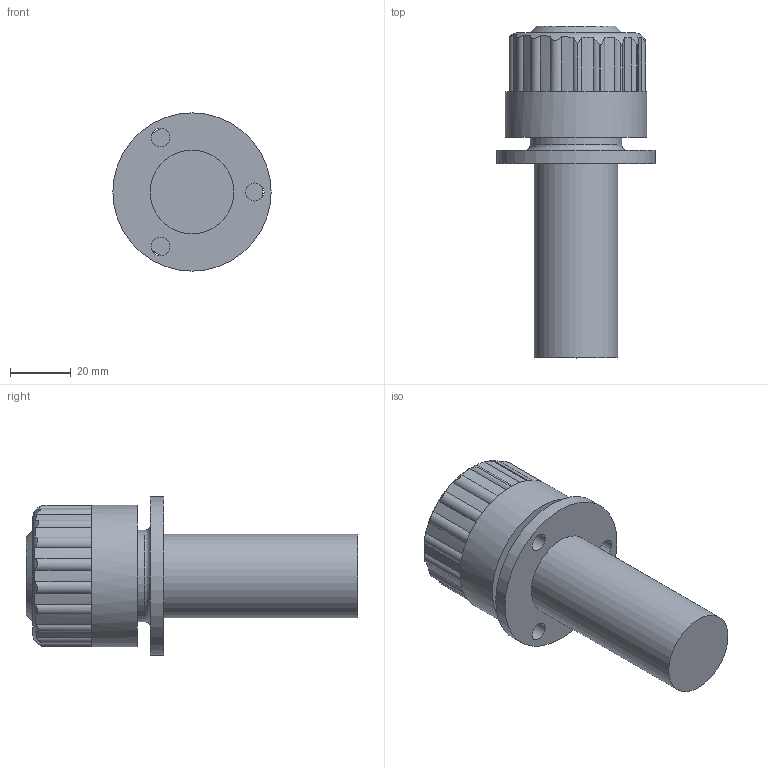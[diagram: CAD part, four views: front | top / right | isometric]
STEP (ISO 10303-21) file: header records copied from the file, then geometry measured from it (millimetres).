
FILE_DESCRIPTION( ( 'STEP AP214' ), '1' );
FILE_NAME( 'K0471.45.stp', '2020-12-08T09:27:59', ( '' ), ( '' ), ' ', 'PARTsolutions', ' ' );
FILE_SCHEMA( ( 'AUTOMOTIVE_DESIGN { 1 0 10303 214 1 1 1 1 }' ) );
Length unit declared in the file: millimetre
Products named in the file (1): _K0471.45
Bounding box: 52 x 109 x 52 mm (x, y, z)
Volume: 106732 mm3; surface area: 17848.1 mm2
Topology: 1 solids, 1 shells, 70 faces, 194 edges, 130 vertices
Faces by surface type: cylinder 53, plane 14, torus 2, cone 1
Full cylindrical faces by diameter (mm): 6 x3, 27.5 x1, 30 x1, 46.5 x1, 52 x1
Entity records: 3120 total; most frequent: CARTESIAN_POINT 794, DIRECTION 372, ORIENTED_EDGE 358, EDGE_CURVE 179, AXIS2_PLACEMENT_3D 159, VERTEX_POINT 125, EDGE_LOOP 90, CIRCLE 88
